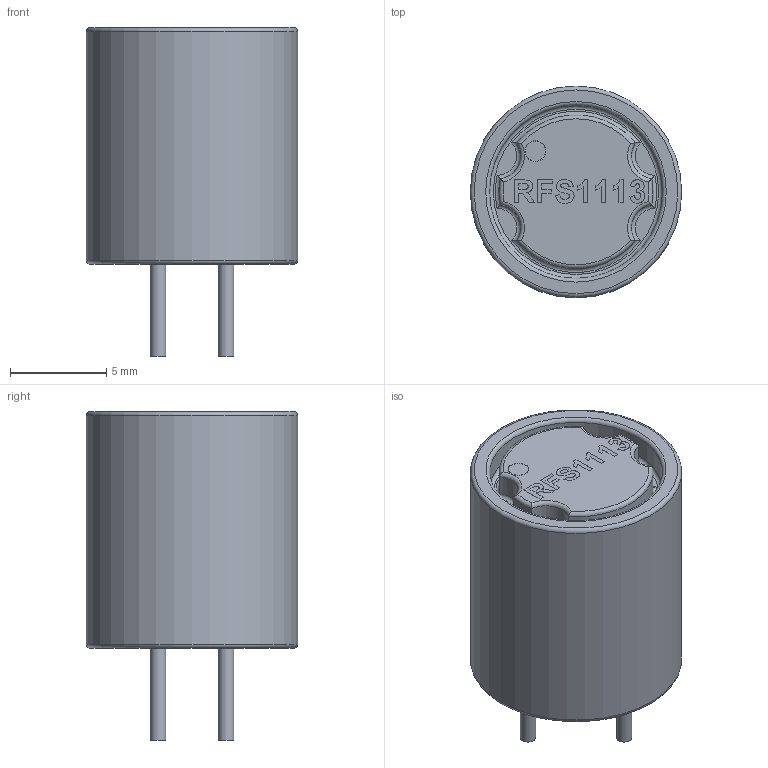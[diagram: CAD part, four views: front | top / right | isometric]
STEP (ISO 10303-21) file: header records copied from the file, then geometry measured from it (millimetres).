
FILE_DESCRIPTION (( 'STEP AP214' ), '1' );
FILE_NAME ('INDRD500W80D1100H1230-480_Coilcraft_RFS1317_Series_wm.STEP', '2019-02-12T22:10:32', ( '' ), ( '' ), 'SwSTEP 2.0', 'SolidWorks 2016', '' );
FILE_SCHEMA (( 'AUTOMOTIVE_DESIGN' ));
Length unit declared in the file: millimetre
Products named in the file (1): INDRD500W80D1100H1230-480_Coilcraft_RFS1317_Series_wm
Bounding box: 11 x 11 x 17.1 mm (x, y, z)
Volume: 1147 mm3; surface area: 706.3 mm2
Topology: 1 solids, 1 shells, 131 faces, 328 edges, 212 vertices
Faces by surface type: plane 56, bspline 42, torus 21, cylinder 12
Full cylindrical faces by diameter (mm): 0.8 x2, 9 x1, 11 x1
Entity records: 7371 total; most frequent: CARTESIAN_POINT 3137, ORIENTED_EDGE 638, DIRECTION 445, EDGE_CURVE 319, VERTEX_POINT 212, VECTOR 173, LINE 173, EDGE_LOOP 153
